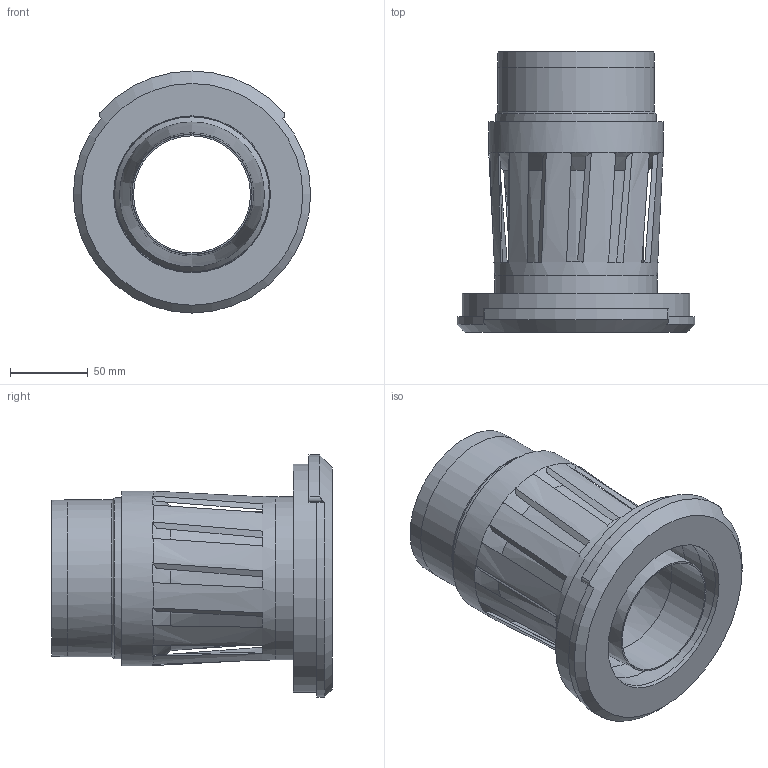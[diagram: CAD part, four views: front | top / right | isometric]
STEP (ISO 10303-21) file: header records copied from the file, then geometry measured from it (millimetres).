
FILE_DESCRIPTION(/* description */ ('','CAx-IF Rec.Pracs.---Representation and Presentation of Product Manufacturing Information (PMI)---4.0---2014-10-13'),/* implementation_level */ '2;1');
FILE_NAME(/* name */ 'MK1_Core_REV4.stp',/* time_stamp */ '2025-08-16T10:08:59+02:00',/* author */ ('Capturing Dust'),/* organization */ ('Makerr.Studio'),/* preprocessor_version */ 'ST-DEVELOPER v18.1',/* originating_system */ 'Autodesk Inventor 2021',/* authorisation */ '');
FILE_SCHEMA (('INTEGRATED_CNC_SCHEMA','AP242_MANAGED_MODEL_BASED_3D_ENGINEERING_MIM_LF { 1 0 10303 442 1 1 4 }'));
Length unit declared in the file: millimetre
Products named in the file (1): MK1_Core_REV4
Bounding box: 152.2 x 180 x 155.2 mm (x, y, z)
Volume: 455081.2 mm3; surface area: 190652 mm2
Topology: 1 solids, 1 shells, 108 faces, 373 edges, 250 vertices
Faces by surface type: plane 71, cone 20, cylinder 14, bspline 2, torus 1
Full cylindrical faces by diameter (mm): 75 x1, 94.6 x1, 100 x1, 100.6 x1, 104.4 x1, 112 x1, 146.2 x1
Entity records: 4100 total; most frequent: CARTESIAN_POINT 990, ORIENTED_EDGE 746, DIRECTION 594, EDGE_CURVE 373, VERTEX_POINT 250, AXIS2_PLACEMENT_3D 221, LINE 152, VECTOR 152
